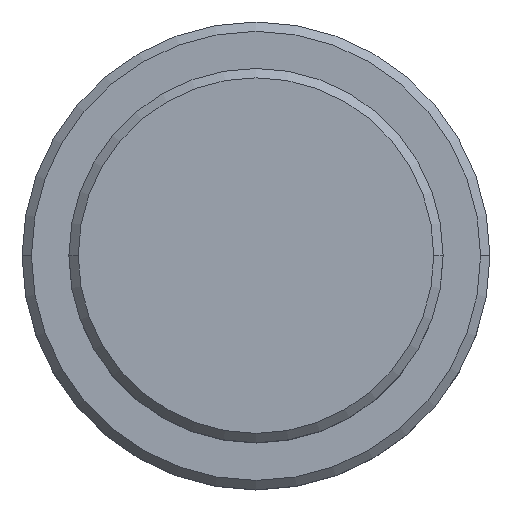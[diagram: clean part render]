
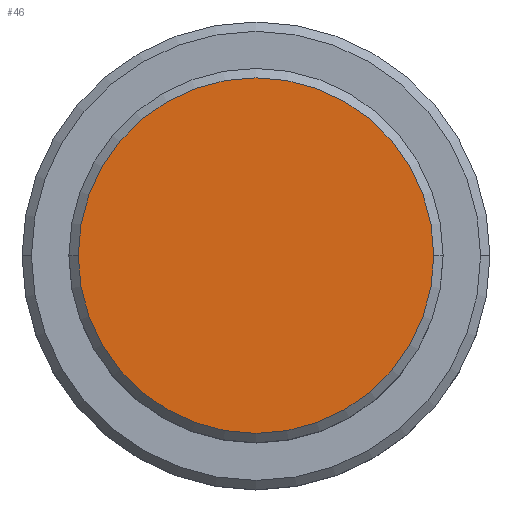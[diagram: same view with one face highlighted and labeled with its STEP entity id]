
A CAD part, top view. The second image highlights one B-rep face of the part: STEP entity #46.
In plain terms, the highlighted planar face has unit normal (0, 0, 1).
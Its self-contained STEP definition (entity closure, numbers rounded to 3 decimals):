
#37 = EDGE_LOOP ( 'NONE', ( #774, #919 ) ) ;
#46 = ADVANCED_FACE ( 'NONE', ( #1252 ), #1118, .T. ) ;
#53 = DIRECTION ( 'NONE',  ( 1., 0., 0. ) ) ;
#135 = AXIS2_PLACEMENT_3D ( 'NONE', #184, #1068, #53 ) ;
#184 = CARTESIAN_POINT ( 'NONE',  ( 0., 0., 0. ) ) ;
#218 = EDGE_CURVE ( 'NONE', #852, #912, #761, .T. ) ;
#240 = DIRECTION ( 'NONE',  ( 1., 0., 0. ) ) ;
#307 = CARTESIAN_POINT ( 'NONE',  ( -9.5, 0., 0. ) ) ;
#357 = AXIS2_PLACEMENT_3D ( 'NONE', #792, #786, #240 ) ;
#460 = CARTESIAN_POINT ( 'NONE',  ( 0., 0., 0. ) ) ;
#530 = CIRCLE ( 'NONE', #357, 9.5 ) ;
#761 = CIRCLE ( 'NONE', #135, 9.5 ) ;
#774 = ORIENTED_EDGE ( 'NONE', *, *, #218, .T. ) ;
#786 = DIRECTION ( 'NONE',  ( 0., 0., 1. ) ) ;
#792 = CARTESIAN_POINT ( 'NONE',  ( 0., 0., 0. ) ) ;
#820 = DIRECTION ( 'NONE',  ( 1., 0., 0. ) ) ;
#852 = VERTEX_POINT ( 'NONE', #307 ) ;
#912 = VERTEX_POINT ( 'NONE', #1091 ) ;
#919 = ORIENTED_EDGE ( 'NONE', *, *, #1005, .T. ) ;
#1005 = EDGE_CURVE ( 'NONE', #912, #852, #530, .T. ) ;
#1016 = DIRECTION ( 'NONE',  ( 0., 0., 1. ) ) ;
#1068 = DIRECTION ( 'NONE',  ( 0., 0., 1. ) ) ;
#1091 = CARTESIAN_POINT ( 'NONE',  ( 9.5, 0., 0. ) ) ;
#1118 = PLANE ( 'NONE',  #1241 ) ;
#1241 = AXIS2_PLACEMENT_3D ( 'NONE', #460, #1016, #820 ) ;
#1252 = FACE_OUTER_BOUND ( 'NONE', #37, .T. ) ;
